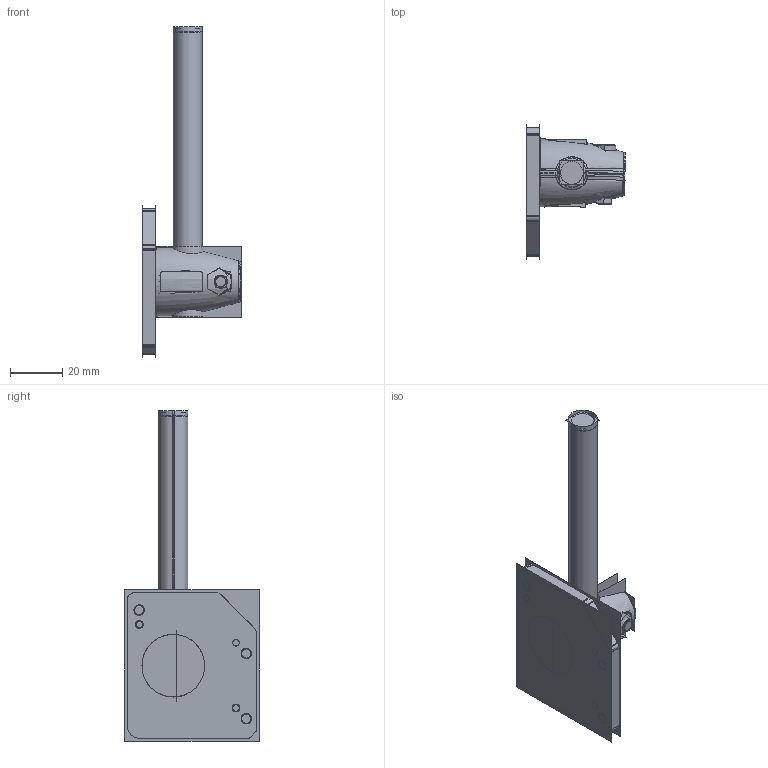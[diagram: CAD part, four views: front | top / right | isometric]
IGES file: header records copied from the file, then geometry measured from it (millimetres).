
Start section:  PTC IGES file: 205097.igs
Global section: file name: 205097.igs; native system: Creo Parametric by PTC Inc.; preprocessor: 2016260; author: pdmadmin; organization: Unknown; date: 20180607.070452; units: millimetre
Bounding box: 38.19 x 51.65 x 126.61 mm (x, y, z)
Volume: 30517.4 mm3; surface area: 97658.5 mm2
Topology: 6 solids, 13 shells, 346 faces, 1830 edges, 2352 vertices
Faces by surface type: revolution 180, bspline 166
